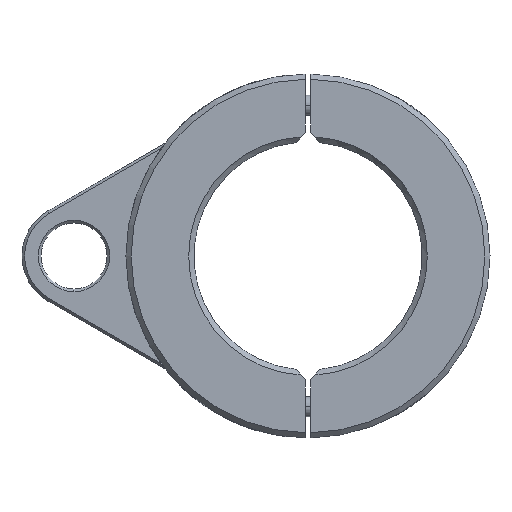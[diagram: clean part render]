
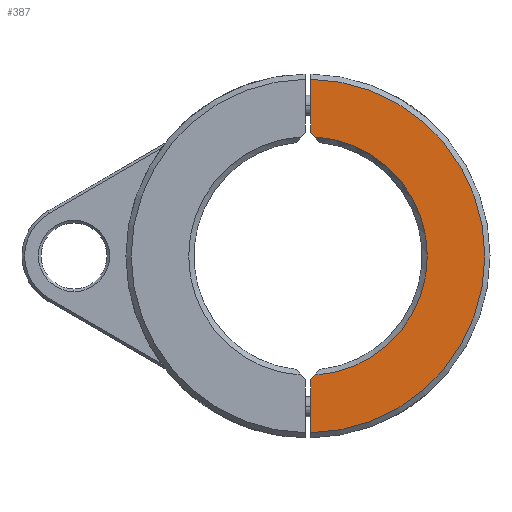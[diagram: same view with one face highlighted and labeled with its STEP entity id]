
A CAD part, left-side view. The second image highlights one B-rep face of the part: STEP entity #387.
In plain terms, the highlighted face is planar.
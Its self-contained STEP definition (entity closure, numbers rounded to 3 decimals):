
#2=DIRECTION('',(1.,0.,0.));
#3=VECTOR('',#2,10.177);
#4=CARTESIAN_POINT('',(23.819,-0.5,-6.35));
#5=LINE('',#4,#3);
#6=DIRECTION('',(0.743,0.669,0.));
#7=VECTOR('',#6,1.22);
#8=CARTESIAN_POINT('',(22.912,-1.317,-6.35));
#9=LINE('',#8,#7);
#10=DIRECTION('',(0.743,-0.669,0.));
#11=VECTOR('',#10,1.221);
#12=CARTESIAN_POINT('',(-23.819,-0.5,-6.35));
#13=LINE('',#12,#11);
#14=DIRECTION('',(1.,0.,0.));
#15=VECTOR('',#14,10.177);
#16=CARTESIAN_POINT('',(-33.996,-0.5,
-6.35));
#17=LINE('',#16,#15);
#18=CARTESIAN_POINT('',(0.,0.,-6.35));
#19=DIRECTION('',(0.,0.,-1.));
#20=DIRECTION('',(1.,-0.015,0.));
#21=AXIS2_PLACEMENT_3D('',#18,#19,#20);
#48=CARTESIAN_POINT('',(-33.996,-0.5,
-6.35));
#68=CARTESIAN_POINT('',(33.996,-0.5,-6.35));
#294=CARTESIAN_POINT('',(0.,0.,-6.35));
#295=DIRECTION('',(0.,0.,1.));
#296=DIRECTION('',(-0.998,-0.057,0.));
#297=AXIS2_PLACEMENT_3D('',#294,#295,#296);
#336=VERTEX_POINT('',#48);
#339=VERTEX_POINT('',#68);
#352=CARTESIAN_POINT('',(-22.912,-1.317,-6.35));
#353=CARTESIAN_POINT('',(22.912,-1.317,-6.35));
#354=VERTEX_POINT('',#352);
#355=VERTEX_POINT('',#353);
#360=CARTESIAN_POINT('',(-23.819,-0.5,-6.35));
#362=VERTEX_POINT('',#360);
#365=CARTESIAN_POINT('',(23.819,-0.5,-6.35));
#367=VERTEX_POINT('',#365);
#368=CARTESIAN_POINT('',(0.,0.,-6.35));
#369=DIRECTION('',(0.,0.,1.));
#370=DIRECTION('',(1.,0.,0.));
#371=AXIS2_PLACEMENT_3D('',#368,#369,#370);
#372=PLANE('',#371);
#374=ORIENTED_EDGE('',*,*,#373,.F.);
#376=ORIENTED_EDGE('',*,*,#375,.F.);
#378=ORIENTED_EDGE('',*,*,#377,.F.);
#380=ORIENTED_EDGE('',*,*,#379,.F.);
#382=ORIENTED_EDGE('',*,*,#381,.F.);
#384=ORIENTED_EDGE('',*,*,#383,.F.);
#385=EDGE_LOOP('',(#374,#376,#378,#380,#382,#384));
#386=FACE_OUTER_BOUND('',#385,.F.);
#387=ADVANCED_FACE('',(#386),#372,.F.);
#22=CIRCLE('',#21,34.);
#298=CIRCLE('',#297,22.95);
#373=EDGE_CURVE('',#339,#336,#22,.T.);
#375=EDGE_CURVE('',#367,#339,#5,.T.);
#377=EDGE_CURVE('',#355,#367,#9,.T.);
#379=EDGE_CURVE('',#354,#355,#298,.T.);
#381=EDGE_CURVE('',#362,#354,#13,.T.);
#383=EDGE_CURVE('',#336,#362,#17,.T.);
